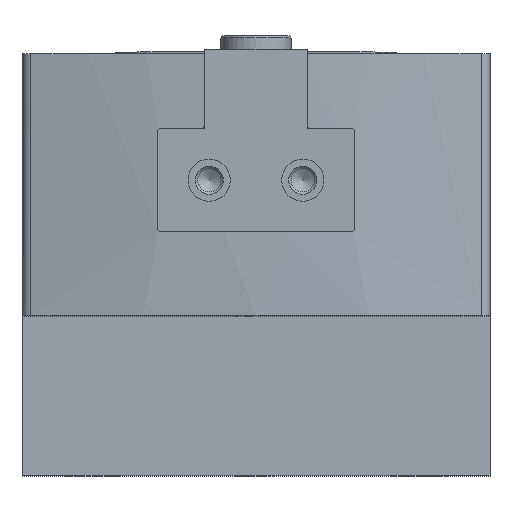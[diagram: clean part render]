
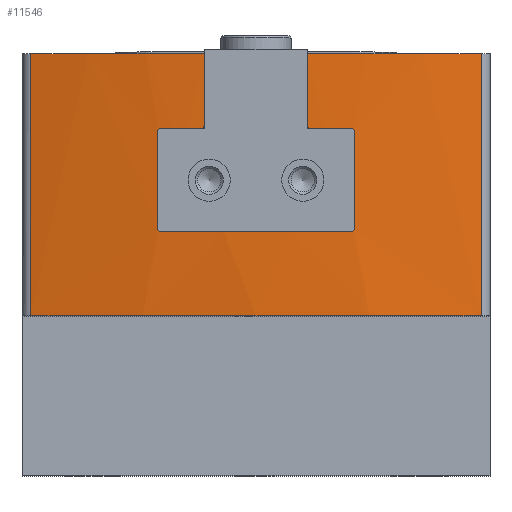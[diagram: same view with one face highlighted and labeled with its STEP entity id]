
A CAD part, top view. The second image highlights one B-rep face of the part: STEP entity #11546.
In plain terms, the highlighted cylindrical face has radius 200 mm (diameter 400 mm), a partial arc.
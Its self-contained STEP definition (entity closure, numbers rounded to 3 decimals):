
#112=ELLIPSE('',#12298,282.843,200.);
#113=ELLIPSE('',#12299,282.843,200.);
#114=ELLIPSE('',#12301,282.843,200.);
#115=ELLIPSE('',#12303,282.843,200.);
#116=ELLIPSE('',#12305,282.843,200.);
#117=ELLIPSE('',#12306,282.843,200.);
#128=CYLINDRICAL_SURFACE('',#12296,200.);
#477=CIRCLE('',#12280,200.);
#489=CIRCLE('',#12293,200.);
#490=CIRCLE('',#12297,200.);
#491=CIRCLE('',#12300,200.);
#492=CIRCLE('',#12302,200.);
#493=CIRCLE('',#12304,200.);
#1305=ORIENTED_EDGE('',*,*,#3463,.F.);
#1306=ORIENTED_EDGE('',*,*,#3464,.F.);
#1307=ORIENTED_EDGE('',*,*,#3465,.F.);
#1308=ORIENTED_EDGE('',*,*,#3466,.F.);
#1309=ORIENTED_EDGE('',*,*,#3467,.F.);
#1310=ORIENTED_EDGE('',*,*,#3468,.F.);
#1311=ORIENTED_EDGE('',*,*,#3459,.F.);
#1312=ORIENTED_EDGE('',*,*,#3450,.F.);
#1313=ORIENTED_EDGE('',*,*,#3469,.T.);
#1314=ORIENTED_EDGE('',*,*,#3470,.T.);
#1315=ORIENTED_EDGE('',*,*,#3471,.F.);
#1316=ORIENTED_EDGE('',*,*,#3430,.F.);
#1317=ORIENTED_EDGE('',*,*,#3456,.F.);
#1318=ORIENTED_EDGE('',*,*,#3472,.F.);
#1319=ORIENTED_EDGE('',*,*,#3473,.F.);
#1320=ORIENTED_EDGE('',*,*,#3474,.F.);
#1321=ORIENTED_EDGE('',*,*,#3475,.F.);
#1322=ORIENTED_EDGE('',*,*,#3476,.F.);
#3430=EDGE_CURVE('',#4441,#4442,#477,.T.);
#3450=EDGE_CURVE('',#4459,#4450,#489,.T.);
#3456=EDGE_CURVE('',#4463,#4441,#5044,.F.);
#3459=EDGE_CURVE('',#4450,#4466,#5047,.T.);
#3463=EDGE_CURVE('',#4468,#4469,#490,.T.);
#3464=EDGE_CURVE('',#4470,#4468,#112,.T.);
#3465=EDGE_CURVE('',#4471,#4470,#5051,.T.);
#3466=EDGE_CURVE('',#4472,#4471,#113,.T.);
#3467=EDGE_CURVE('',#4473,#4472,#491,.T.);
#3468=EDGE_CURVE('',#4466,#4473,#114,.T.);
#3469=EDGE_CURVE('',#4459,#4474,#5052,.T.);
#3470=EDGE_CURVE('',#4474,#4475,#492,.T.);
#3471=EDGE_CURVE('',#4442,#4475,#5053,.T.);
#3472=EDGE_CURVE('',#4476,#4463,#115,.T.);
#3473=EDGE_CURVE('',#4477,#4476,#493,.T.);
#3474=EDGE_CURVE('',#4478,#4477,#116,.T.);
#3475=EDGE_CURVE('',#4479,#4478,#5054,.F.);
#3476=EDGE_CURVE('',#4469,#4479,#117,.T.);
#4441=VERTEX_POINT('',#16925);
#4442=VERTEX_POINT('',#16927);
#4450=VERTEX_POINT('',#16946);
#4459=VERTEX_POINT('',#16964);
#4463=VERTEX_POINT('',#16975);
#4466=VERTEX_POINT('',#16983);
#4468=VERTEX_POINT('',#16990);
#4469=VERTEX_POINT('',#16991);
#4470=VERTEX_POINT('',#16993);
#4471=VERTEX_POINT('',#16995);
#4472=VERTEX_POINT('',#16997);
#4473=VERTEX_POINT('',#16999);
#4474=VERTEX_POINT('',#17002);
#4475=VERTEX_POINT('',#17004);
#4476=VERTEX_POINT('',#17007);
#4477=VERTEX_POINT('',#17009);
#4478=VERTEX_POINT('',#17011);
#4479=VERTEX_POINT('',#17013);
#5044=LINE('',#16976,#5604);
#5047=LINE('',#16982,#5607);
#5051=LINE('',#16994,#5611);
#5052=LINE('',#17001,#5612);
#5053=LINE('',#17005,#5613);
#5054=LINE('',#17012,#5614);
#5604=VECTOR('',#13715,1000.);
#5607=VECTOR('',#13720,1000.);
#5611=VECTOR('',#13730,1000.);
#5612=VECTOR('',#13737,1000.);
#5613=VECTOR('',#13740,1000.);
#5614=VECTOR('',#13747,1000.);
#6182=EDGE_LOOP('',(#1305,#1306,#1307,#1308,#1309,#1310,#1311,#1312,#1313,
#1314,#1315,#1316,#1317,#1318,#1319,#1320,#1321,#1322));
#6958=FACE_BOUND('',#6182,.T.);
#11546=ADVANCED_FACE('',(#6958),#128,.T.);
#12280=AXIS2_PLACEMENT_3D('',#16926,#13672,#13673);
#12293=AXIS2_PLACEMENT_3D('',#16965,#13706,#13707);
#12296=AXIS2_PLACEMENT_3D('',#16988,#13724,#13725);
#12297=AXIS2_PLACEMENT_3D('',#16989,#13726,#13727);
#12298=AXIS2_PLACEMENT_3D('',#16992,#13728,#13729);
#12299=AXIS2_PLACEMENT_3D('',#16996,#13731,#13732);
#12300=AXIS2_PLACEMENT_3D('',#16998,#13733,#13734);
#12301=AXIS2_PLACEMENT_3D('',#17000,#13735,#13736);
#12302=AXIS2_PLACEMENT_3D('',#17003,#13738,#13739);
#12303=AXIS2_PLACEMENT_3D('',#17006,#13741,#13742);
#12304=AXIS2_PLACEMENT_3D('',#17008,#13743,#13744);
#12305=AXIS2_PLACEMENT_3D('',#17010,#13745,#13746);
#12306=AXIS2_PLACEMENT_3D('',#17014,#13748,#13749);
#13672=DIRECTION('',(0.,1.,0.));
#13673=DIRECTION('',(1.,0.,0.));
#13706=DIRECTION('',(0.,1.,0.));
#13707=DIRECTION('',(1.,0.,0.));
#13715=DIRECTION('',(0.,-1.,0.));
#13720=DIRECTION('',(0.,-1.,0.));
#13724=DIRECTION('',(0.,-1.,0.));
#13725=DIRECTION('',(0.,0.,-1.));
#13726=DIRECTION('',(0.,1.,0.));
#13727=DIRECTION('',(0.,0.,1.));
#13728=DIRECTION('',(0.707,0.707,0.));
#13729=DIRECTION('',(0.707,-0.707,0.));
#13730=DIRECTION('',(0.,-1.,0.));
#13731=DIRECTION('',(0.707,-0.707,0.));
#13732=DIRECTION('',(-0.707,-0.707,0.));
#13733=DIRECTION('',(0.,-1.,0.));
#13734=DIRECTION('',(0.,0.,-1.));
#13735=DIRECTION('',(0.707,-0.707,0.));
#13736=DIRECTION('',(-0.707,-0.707,0.));
#13737=DIRECTION('',(0.,-1.,0.));
#13738=DIRECTION('',(0.,1.,0.));
#13739=DIRECTION('',(1.,0.,0.));
#13740=DIRECTION('',(0.,-1.,0.));
#13741=DIRECTION('',(-0.707,-0.707,0.));
#13742=DIRECTION('',(0.707,-0.707,0.));
#13743=DIRECTION('',(0.,-1.,0.));
#13744=DIRECTION('',(0.,0.,-1.));
#13745=DIRECTION('',(-0.707,-0.707,0.));
#13746=DIRECTION('',(0.707,-0.707,0.));
#13747=DIRECTION('',(0.,-1.,0.));
#13748=DIRECTION('',(-0.707,0.707,0.));
#13749=DIRECTION('',(-0.707,-0.707,0.));
#16925=CARTESIAN_POINT('',(11.,90.,89.697));
#16926=CARTESIAN_POINT('',(0.,90.,-110.));
#16927=CARTESIAN_POINT('',(48.101,90.,84.13));
#16946=CARTESIAN_POINT('',(-11.,90.,89.697));
#16964=CARTESIAN_POINT('',(-48.101,90.,84.13));
#16965=CARTESIAN_POINT('',(0.,90.,-110.));
#16975=CARTESIAN_POINT('',(11.,74.5,89.697));
#16976=CARTESIAN_POINT('',(11.,90.,89.697));
#16982=CARTESIAN_POINT('',(-11.,90.,89.697));
#16983=CARTESIAN_POINT('',(-11.,74.5,89.697));
#16988=CARTESIAN_POINT('',(0.,90.,-110.));
#16989=CARTESIAN_POINT('',(0.,52.,-110.));
#16990=CARTESIAN_POINT('',(-20.6,52.,88.936));
#16991=CARTESIAN_POINT('',(20.6,52.,88.936));
#16992=CARTESIAN_POINT('',(0.,31.4,-110.));
#16993=CARTESIAN_POINT('',(-21.,52.4,88.894));
#16994=CARTESIAN_POINT('',(-21.,90.,88.894));
#16995=CARTESIAN_POINT('',(-21.,73.6,88.894));
#16996=CARTESIAN_POINT('',(0.,94.6,-110.));
#16997=CARTESIAN_POINT('',(-20.6,74.,88.936));
#16998=CARTESIAN_POINT('',(0.,74.,-110.));
#16999=CARTESIAN_POINT('',(-11.5,74.,89.669));
#17000=CARTESIAN_POINT('',(0.,85.5,-110.));
#17001=CARTESIAN_POINT('',(-48.101,90.,84.13));
#17002=CARTESIAN_POINT('',(-48.101,34.,84.13));
#17003=CARTESIAN_POINT('',(0.,34.,-110.));
#17004=CARTESIAN_POINT('',(48.101,34.,84.13));
#17005=CARTESIAN_POINT('',(48.101,90.,84.13));
#17006=CARTESIAN_POINT('',(0.,85.5,-110.));
#17007=CARTESIAN_POINT('',(11.5,74.,89.669));
#17008=CARTESIAN_POINT('',(0.,74.,-110.));
#17009=CARTESIAN_POINT('',(20.6,74.,88.936));
#17010=CARTESIAN_POINT('',(0.,94.6,-110.));
#17011=CARTESIAN_POINT('',(21.,73.6,88.894));
#17012=CARTESIAN_POINT('',(21.,90.,88.894));
#17013=CARTESIAN_POINT('',(21.,52.4,88.894));
#17014=CARTESIAN_POINT('',(0.,31.4,-110.));
